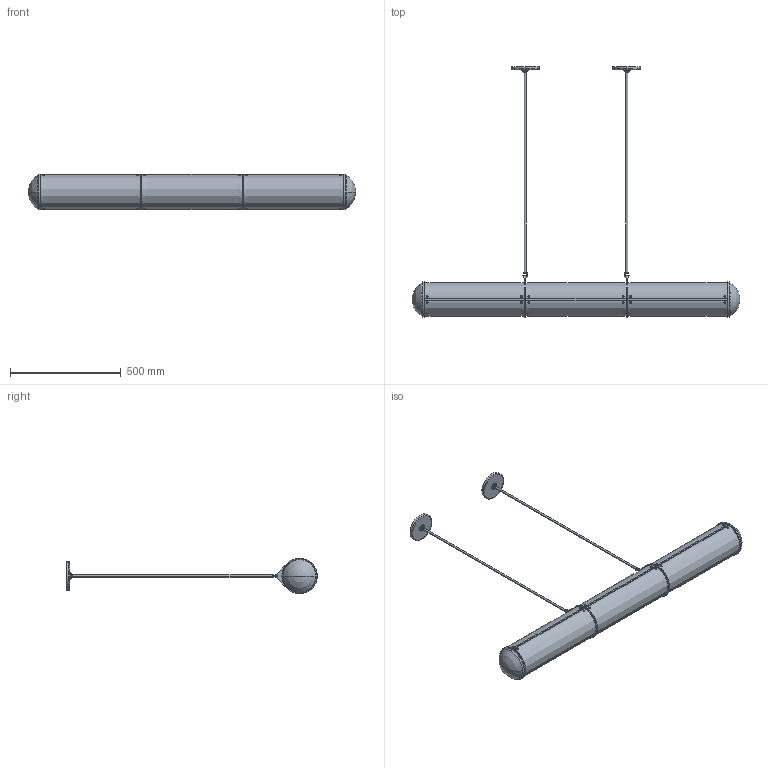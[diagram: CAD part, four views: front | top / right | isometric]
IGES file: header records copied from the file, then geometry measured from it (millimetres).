
Start section: SolidWorks IGES file using analytic representation for surfaces
Global section: file name: END3 - Endless Straight - 3 Units.IGS; native system: SolidWorks 2015; preprocessor: SolidWorks 2015; author: Design; date: 190328.104100; units: millimetre
Bounding box: 1476.2 x 1128.45 x 158.75 mm (x, y, z)
Surface area: 867109.1 mm2 (no closed solid volume)
Topology: 0 solids, 5 shells, 438 faces, 1034 edges, 646 vertices
Faces by surface type: revolution 278, plane 136, bspline 24
